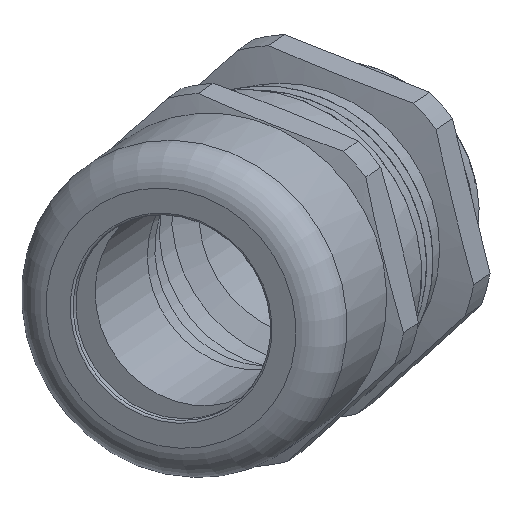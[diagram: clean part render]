
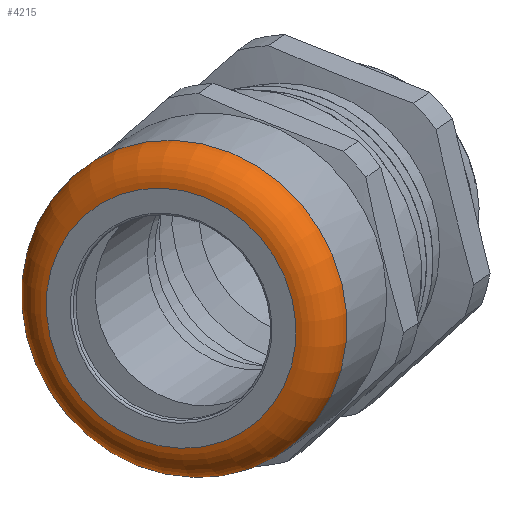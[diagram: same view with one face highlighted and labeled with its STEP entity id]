
A CAD part, isometric view. The second image highlights one B-rep face of the part: STEP entity #4215.
In plain terms, the highlighted toroidal (fillet/blend) face has major radius 11.52 mm and minor radius 3.36 mm.
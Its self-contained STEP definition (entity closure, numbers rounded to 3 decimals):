
#714=TOROIDAL_SURFACE('',#4552,11.52,3.36);
#750=FACE_BOUND('',#1147,.T.);
#887=FACE_OUTER_BOUND('',#1146,.T.);
#1146=EDGE_LOOP('',(#2927));
#1147=EDGE_LOOP('',(#2928));
#1414=CIRCLE('',#4520,11.52);
#1429=CIRCLE('',#4553,14.88);
#1763=VERTEX_POINT('',#7587);
#1790=VERTEX_POINT('',#8306);
#2196=EDGE_CURVE('',#1763,#1763,#1414,.T.);
#2237=EDGE_CURVE('',#1790,#1790,#1429,.T.);
#2927=ORIENTED_EDGE('',*,*,#2237,.F.);
#2928=ORIENTED_EDGE('',*,*,#2196,.T.);
#4215=ADVANCED_FACE('',(#887,#750),#714,.T.);
#4520=AXIS2_PLACEMENT_3D('',#7588,#5099,#5100);
#4552=AXIS2_PLACEMENT_3D('',#8305,#5175,#5176);
#4553=AXIS2_PLACEMENT_3D('',#8307,#5177,#5178);
#5099=DIRECTION('center_axis',(1.,0.,0.));
#5100=DIRECTION('ref_axis',(0.,0.,-1.));
#5175=DIRECTION('center_axis',(1.,0.,0.));
#5176=DIRECTION('ref_axis',(0.,0.,-1.));
#5177=DIRECTION('center_axis',(1.,0.,0.));
#5178=DIRECTION('ref_axis',(0.,0.,-1.));
#7587=CARTESIAN_POINT('',(-20.7,11.52,0.));
#7588=CARTESIAN_POINT('Origin',(-20.7,0.,0.));
#8305=CARTESIAN_POINT('Origin',(-17.34,0.,0.));
#8306=CARTESIAN_POINT('',(-17.34,14.88,0.));
#8307=CARTESIAN_POINT('Origin',(-17.34,0.,0.));
